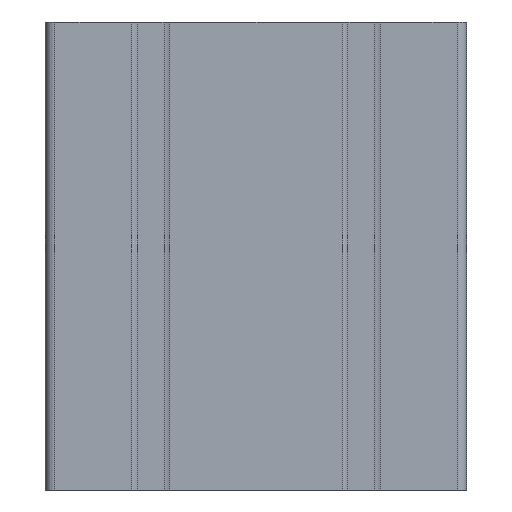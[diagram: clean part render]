
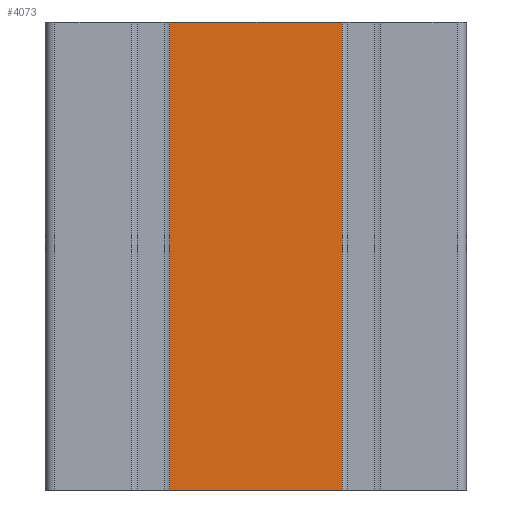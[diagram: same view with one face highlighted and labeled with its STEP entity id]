
A CAD part, front view. The second image highlights one B-rep face of the part: STEP entity #4073.
In plain terms, the highlighted planar face has unit normal (0, -1, 0).
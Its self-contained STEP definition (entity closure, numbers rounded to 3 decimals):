
#174=CARTESIAN_POINT('',(-40.9,-22.5,100.0));
#175=VERTEX_POINT('',#174);
#182=CARTESIAN_POINT('',(-4.1,-22.5,100.0));
#183=VERTEX_POINT('',#182);
#184=CARTESIAN_POINT('',(-4.1,-22.5,100.0));
#185=DIRECTION('',(-1.0,0.0,0.0));
#186=VECTOR('',#185,36.8);
#187=LINE('',#184,#186);
#188=EDGE_CURVE('',#183,#175,#187,.T.);
#2311=CARTESIAN_POINT('',(-4.1,-22.5,0.0));
#2312=VERTEX_POINT('',#2311);
#2319=CARTESIAN_POINT('',(-40.9,-22.5,0.0));
#2320=VERTEX_POINT('',#2319);
#2321=CARTESIAN_POINT('',(-4.1,-22.5,0.0));
#2322=DIRECTION('',(-1.0,0.0,0.0));
#2323=VECTOR('',#2322,36.8);
#2324=LINE('',#2321,#2323);
#2325=EDGE_CURVE('',#2312,#2320,#2324,.T.);
#4019=CARTESIAN_POINT('',(-4.1,-22.5,0.0));
#4020=DIRECTION('',(0.0,0.0,1.0));
#4021=VECTOR('',#4020,100.0);
#4022=LINE('',#4019,#4021);
#4023=EDGE_CURVE('',#2312,#183,#4022,.T.);
#4057=CARTESIAN_POINT('',(-49.1,-22.5,0.0));
#4058=DIRECTION('',(0.0,-1.0,0.0));
#4059=DIRECTION('',(0.0,0.0,-1.0));
#4060=AXIS2_PLACEMENT_3D('',#4057,#4058,#4059);
#4061=PLANE('',#4060);
#4062=ORIENTED_EDGE('',*,*,#4023,.T.);
#4063=ORIENTED_EDGE('',*,*,#188,.T.);
#4064=CARTESIAN_POINT('',(-40.9,-22.5,100.0));
#4065=DIRECTION('',(0.0,0.0,-1.0));
#4066=VECTOR('',#4065,100.0);
#4067=LINE('',#4064,#4066);
#4068=EDGE_CURVE('',#175,#2320,#4067,.T.);
#4069=ORIENTED_EDGE('',*,*,#4068,.T.);
#4070=ORIENTED_EDGE('',*,*,#2325,.F.);
#4071=EDGE_LOOP('',(#4062,#4063,#4069,#4070));
#4072=FACE_OUTER_BOUND('',#4071,.T.);
#4073=ADVANCED_FACE('',(#4072),#4061,.T.);
